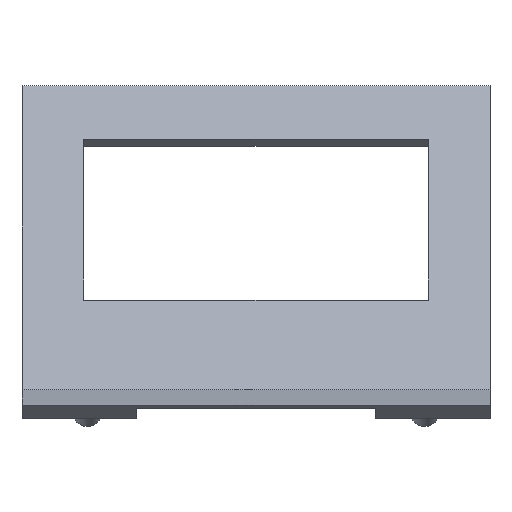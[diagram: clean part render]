
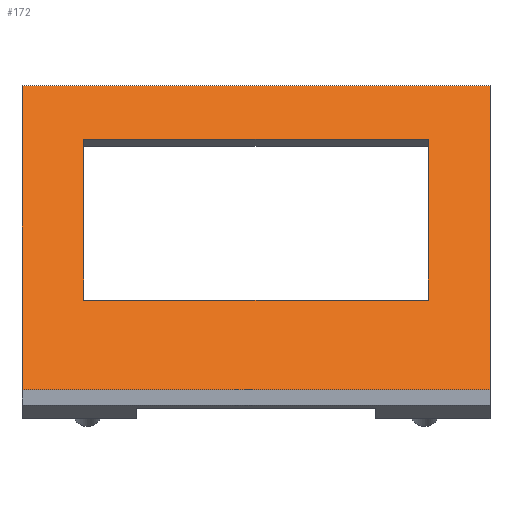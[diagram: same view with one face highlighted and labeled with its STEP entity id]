
A CAD part, front view. The second image highlights one B-rep face of the part: STEP entity #172.
In plain terms, the highlighted planar face has unit normal (0, -0.866, 0.5).
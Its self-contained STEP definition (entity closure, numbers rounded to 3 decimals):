
#99=CARTESIAN_POINT('',(76.313,89.774,123.524));
#100=DIRECTION('',(0.,0.866,-0.5));
#101=DIRECTION('',(0.,-0.5,-0.866));
#102=AXIS2_PLACEMENT_3D('',#99,#100,#101);
#103=PLANE('',#102);
#104=CARTESIAN_POINT('',(63.13,32.899,25.013));
#105=VERTEX_POINT('',#104);
#106=CARTESIAN_POINT('',(63.13,39.649,36.704));
#107=VERTEX_POINT('',#106);
#108=CARTESIAN_POINT('',(63.13,32.899,25.013));
#109=DIRECTION('',(-0.,0.5,0.866));
#110=VECTOR('',#109,13.5);
#111=LINE('',#108,#110);
#112=EDGE_CURVE('',#105,#107,#111,.T.);
#113=ORIENTED_EDGE('',*,*,#112,.T.);
#114=CARTESIAN_POINT('',(88.13,39.649,36.704));
#115=VERTEX_POINT('',#114);
#116=CARTESIAN_POINT('',(88.13,39.649,36.704));
#117=DIRECTION('',(-1.,-0.,-0.));
#118=VECTOR('',#117,25.);
#119=LINE('',#116,#118);
#120=EDGE_CURVE('',#115,#107,#119,.T.);
#121=ORIENTED_EDGE('',*,*,#120,.F.);
#122=CARTESIAN_POINT('',(88.13,32.899,25.013));
#123=VERTEX_POINT('',#122);
#124=CARTESIAN_POINT('',(88.13,32.899,25.013));
#125=DIRECTION('',(-0.,0.5,0.866));
#126=VECTOR('',#125,13.5);
#127=LINE('',#124,#126);
#128=EDGE_CURVE('',#123,#115,#127,.T.);
#129=ORIENTED_EDGE('',*,*,#128,.F.);
#130=CARTESIAN_POINT('',(88.13,32.899,25.013));
#131=DIRECTION('',(-1.,-0.,-0.));
#132=VECTOR('',#131,25.);
#133=LINE('',#130,#132);
#134=EDGE_CURVE('',#123,#105,#133,.T.);
#135=ORIENTED_EDGE('',*,*,#134,.T.);
#136=EDGE_LOOP('',(#113,#121,#129,#135));
#137=FACE_BOUND('',#136,.T.);
#138=CARTESIAN_POINT('',(58.63,41.899,40.602));
#139=VERTEX_POINT('',#138);
#140=CARTESIAN_POINT('',(58.63,29.149,18.518));
#141=VERTEX_POINT('',#140);
#142=CARTESIAN_POINT('',(58.63,41.899,40.602));
#143=DIRECTION('',(0.,-0.5,-0.866));
#144=VECTOR('',#143,25.5);
#145=LINE('',#142,#144);
#146=EDGE_CURVE('',#139,#141,#145,.T.);
#147=ORIENTED_EDGE('',*,*,#146,.T.);
#148=CARTESIAN_POINT('',(92.63,29.149,18.518));
#149=VERTEX_POINT('',#148);
#150=CARTESIAN_POINT('',(58.63,29.149,18.518));
#151=DIRECTION('',(1.,0.,-0.));
#152=VECTOR('',#151,34.);
#153=LINE('',#150,#152);
#154=EDGE_CURVE('',#141,#149,#153,.T.);
#155=ORIENTED_EDGE('',*,*,#154,.T.);
#156=CARTESIAN_POINT('',(92.63,41.899,40.602));
#157=VERTEX_POINT('',#156);
#158=CARTESIAN_POINT('',(92.63,29.149,18.518));
#159=DIRECTION('',(-0.,0.5,0.866));
#160=VECTOR('',#159,25.5);
#161=LINE('',#158,#160);
#162=EDGE_CURVE('',#149,#157,#161,.T.);
#163=ORIENTED_EDGE('',*,*,#162,.T.);
#164=CARTESIAN_POINT('',(58.63,41.899,40.602));
#165=DIRECTION('',(1.,0.,0.));
#166=VECTOR('',#165,34.);
#167=LINE('',#164,#166);
#168=EDGE_CURVE('',#139,#157,#167,.T.);
#169=ORIENTED_EDGE('',*,*,#168,.F.);
#170=EDGE_LOOP('',(#147,#155,#163,#169));
#171=FACE_BOUND('',#170,.T.);
#172=ADVANCED_FACE('',(#137,#171),#103,.F.);
